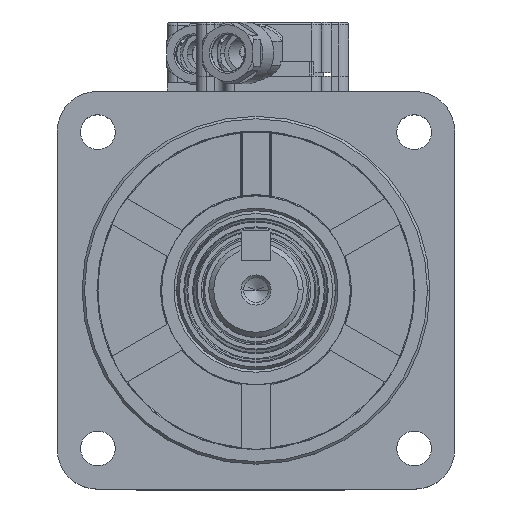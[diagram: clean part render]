
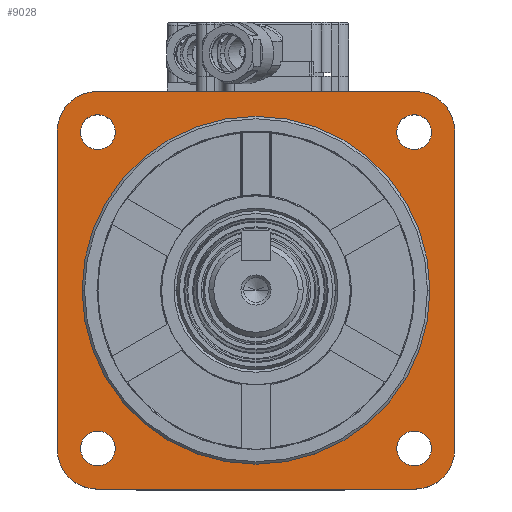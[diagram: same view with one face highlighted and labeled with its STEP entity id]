
A CAD part, top view. The second image highlights one B-rep face of the part: STEP entity #9028.
In plain terms, the highlighted planar face has unit normal (0, 0, 1).
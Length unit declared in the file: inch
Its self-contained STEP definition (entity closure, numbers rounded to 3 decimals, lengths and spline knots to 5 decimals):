
#6745=CARTESIAN_POINT('',(1.25984,1.25984,0.15748));
#6746=DIRECTION('',(0.,0.,-1.));
#6747=DIRECTION('',(0.,1.,0.));
#6748=AXIS2_PLACEMENT_3D('',#6745,#6746,#6747);
#6750=CARTESIAN_POINT('',(1.25984,-1.25984,
0.15748));
#6751=DIRECTION('',(0.,0.,-1.));
#6752=DIRECTION('',(1.,0.,0.));
#6753=AXIS2_PLACEMENT_3D('',#6750,#6751,#6752);
#6755=CARTESIAN_POINT('',(-1.25984,-1.25984,
0.15748));
#6756=DIRECTION('',(0.,0.,-1.));
#6757=DIRECTION('',(0.,-1.,0.));
#6758=AXIS2_PLACEMENT_3D('',#6755,#6756,#6757);
#6760=CARTESIAN_POINT('',(-1.25984,1.25984,
0.15748));
#6761=DIRECTION('',(0.,0.,-1.));
#6762=DIRECTION('',(-1.,0.,0.));
#6763=AXIS2_PLACEMENT_3D('',#6760,#6761,#6762);
#6765=CARTESIAN_POINT('',(0.,0.,0.15748));
#6766=DIRECTION('',(0.,0.,1.));
#6767=DIRECTION('',(-1.,0.,0.));
#6768=AXIS2_PLACEMENT_3D('',#6765,#6766,#6767);
#6770=CARTESIAN_POINT('',(0.,0.,0.15748));
#6771=DIRECTION('',(0.,0.,1.));
#6772=DIRECTION('',(1.,0.,0.));
#6773=AXIS2_PLACEMENT_3D('',#6770,#6771,#6772);
#6775=CARTESIAN_POINT('',(-1.25275,-1.25275,
0.15748));
#6776=DIRECTION('',(0.,0.,1.));
#6777=DIRECTION('',(1.,0.,0.));
#6778=AXIS2_PLACEMENT_3D('',#6775,#6776,#6777);
#6780=CARTESIAN_POINT('',(-1.25275,-1.25275,
0.15748));
#6781=DIRECTION('',(0.,0.,1.));
#6782=DIRECTION('',(-1.,0.,0.));
#6783=AXIS2_PLACEMENT_3D('',#6780,#6781,#6782);
#6785=CARTESIAN_POINT('',(1.25275,-1.25275,
0.15748));
#6786=DIRECTION('',(0.,0.,1.));
#6787=DIRECTION('',(1.,0.,0.));
#6788=AXIS2_PLACEMENT_3D('',#6785,#6786,#6787);
#6790=CARTESIAN_POINT('',(1.25275,-1.25275,
0.15748));
#6791=DIRECTION('',(0.,0.,1.));
#6792=DIRECTION('',(-1.,0.,0.));
#6793=AXIS2_PLACEMENT_3D('',#6790,#6791,#6792);
#6795=CARTESIAN_POINT('',(1.25275,1.25275,0.15748));
#6796=DIRECTION('',(0.,0.,1.));
#6797=DIRECTION('',(1.,0.,0.));
#6798=AXIS2_PLACEMENT_3D('',#6795,#6796,#6797);
#6800=CARTESIAN_POINT('',(1.25275,1.25275,0.15748));
#6801=DIRECTION('',(0.,0.,1.));
#6802=DIRECTION('',(-1.,0.,0.));
#6803=AXIS2_PLACEMENT_3D('',#6800,#6801,#6802);
#6805=CARTESIAN_POINT('',(-1.25275,1.25275,
0.15748));
#6806=DIRECTION('',(0.,0.,1.));
#6807=DIRECTION('',(1.,0.,0.));
#6808=AXIS2_PLACEMENT_3D('',#6805,#6806,#6807);
#6810=CARTESIAN_POINT('',(-1.25275,1.25275,
0.15748));
#6811=DIRECTION('',(0.,0.,1.));
#6812=DIRECTION('',(-1.,0.,0.));
#6813=AXIS2_PLACEMENT_3D('',#6810,#6811,#6812);
#6847=DIRECTION('',(-1.,0.,0.));
#6848=VECTOR('',#6847,2.51969);
#6849=CARTESIAN_POINT('',(1.25984,1.5748,0.15748));
#6850=LINE('',#6849,#6848);
#6927=DIRECTION('',(1.,0.,0.));
#6928=VECTOR('',#6927,2.51969);
#6929=CARTESIAN_POINT('',(-1.25984,-1.5748,
0.15748));
#6930=LINE('',#6929,#6928);
#6959=DIRECTION('',(0.,-1.,0.));
#6960=VECTOR('',#6959,2.51969);
#6961=CARTESIAN_POINT('',(-1.5748,1.25984,
0.15748));
#6962=LINE('',#6961,#6960);
#7099=DIRECTION('',(0.,1.,0.));
#7100=VECTOR('',#7099,2.51969);
#7101=CARTESIAN_POINT('',(1.5748,-1.25984,
0.15748));
#7102=LINE('',#7101,#7100);
#7377=CARTESIAN_POINT('',(-1.37795,0.,0.15748));
#7378=VERTEX_POINT('',#7377);
#7379=CARTESIAN_POINT('',(1.37795,0.,0.15748));
#7380=VERTEX_POINT('',#7379);
#7381=CARTESIAN_POINT('',(1.25984,1.5748,0.15748));
#7382=CARTESIAN_POINT('',(1.5748,1.25984,0.15748));
#7383=VERTEX_POINT('',#7381);
#7384=VERTEX_POINT('',#7382);
#7385=CARTESIAN_POINT('',(1.5748,-1.25984,
0.15748));
#7386=VERTEX_POINT('',#7385);
#7387=CARTESIAN_POINT('',(1.25984,-1.5748,
0.15748));
#7388=VERTEX_POINT('',#7387);
#7389=CARTESIAN_POINT('',(-1.25984,-1.5748,
0.15748));
#7390=VERTEX_POINT('',#7389);
#7391=CARTESIAN_POINT('',(-1.5748,-1.25984,
0.15748));
#7392=VERTEX_POINT('',#7391);
#7393=CARTESIAN_POINT('',(-1.5748,1.25984,
0.15748));
#7394=VERTEX_POINT('',#7393);
#7395=CARTESIAN_POINT('',(-1.25984,1.5748,
0.15748));
#7396=VERTEX_POINT('',#7395);
#7397=CARTESIAN_POINT('',(-1.11495,-1.25275,
0.15748));
#7398=CARTESIAN_POINT('',(-1.39054,-1.25275,
0.15748));
#7399=VERTEX_POINT('',#7397);
#7400=VERTEX_POINT('',#7398);
#7401=CARTESIAN_POINT('',(1.39054,-1.25275,
0.15748));
#7402=CARTESIAN_POINT('',(1.11495,-1.25275,
0.15748));
#7403=VERTEX_POINT('',#7401);
#7404=VERTEX_POINT('',#7402);
#7405=CARTESIAN_POINT('',(1.39054,1.25275,0.15748));
#7406=CARTESIAN_POINT('',(1.11495,1.25275,0.15748));
#7407=VERTEX_POINT('',#7405);
#7408=VERTEX_POINT('',#7406);
#7409=CARTESIAN_POINT('',(-1.11495,1.25275,
0.15748));
#7410=CARTESIAN_POINT('',(-1.39054,1.25275,
0.15748));
#7411=VERTEX_POINT('',#7409);
#7412=VERTEX_POINT('',#7410);
#8977=CARTESIAN_POINT('',(1.25984,1.25984,0.15748));
#8978=DIRECTION('',(0.,0.,1.));
#8979=DIRECTION('',(1.,0.,0.));
#8980=AXIS2_PLACEMENT_3D('',#8977,#8978,#8979);
#8981=PLANE('',#8980);
#8983=ORIENTED_EDGE('',*,*,#8982,.T.);
#8985=ORIENTED_EDGE('',*,*,#8984,.F.);
#8987=ORIENTED_EDGE('',*,*,#8986,.T.);
#8989=ORIENTED_EDGE('',*,*,#8988,.F.);
#8991=ORIENTED_EDGE('',*,*,#8990,.T.);
#8993=ORIENTED_EDGE('',*,*,#8992,.F.);
#8995=ORIENTED_EDGE('',*,*,#8994,.T.);
#8997=ORIENTED_EDGE('',*,*,#8996,.F.);
#8998=EDGE_LOOP('',(#8983,#8985,#8987,#8989,#8991,#8993,#8995,#8997));
#8999=FACE_OUTER_BOUND('',#8998,.F.);
#9000=ORIENTED_EDGE('',*,*,#8970,.T.);
#9001=ORIENTED_EDGE('',*,*,#8957,.T.);
#9002=EDGE_LOOP('',(#9000,#9001));
#9003=FACE_BOUND('',#9002,.F.);
#9005=ORIENTED_EDGE('',*,*,#9004,.T.);
#9007=ORIENTED_EDGE('',*,*,#9006,.T.);
#9008=EDGE_LOOP('',(#9005,#9007));
#9009=FACE_BOUND('',#9008,.F.);
#9011=ORIENTED_EDGE('',*,*,#9010,.T.);
#9013=ORIENTED_EDGE('',*,*,#9012,.T.);
#9014=EDGE_LOOP('',(#9011,#9013));
#9015=FACE_BOUND('',#9014,.F.);
#9017=ORIENTED_EDGE('',*,*,#9016,.T.);
#9019=ORIENTED_EDGE('',*,*,#9018,.T.);
#9020=EDGE_LOOP('',(#9017,#9019));
#9021=FACE_BOUND('',#9020,.F.);
#9023=ORIENTED_EDGE('',*,*,#9022,.T.);
#9025=ORIENTED_EDGE('',*,*,#9024,.T.);
#9026=EDGE_LOOP('',(#9023,#9025));
#9027=FACE_BOUND('',#9026,.F.);
#9028=ADVANCED_FACE('',(#8999,#9003,#9009,#9015,#9021,#9027),#8981,.T.);
#6749=CIRCLE('',#6748,0.31496);
#6754=CIRCLE('',#6753,0.31496);
#6759=CIRCLE('',#6758,0.31496);
#6764=CIRCLE('',#6763,0.31496);
#6769=CIRCLE('',#6768,1.37795);
#6774=CIRCLE('',#6773,1.37795);
#6779=CIRCLE('',#6778,0.1378);
#6784=CIRCLE('',#6783,0.1378);
#6789=CIRCLE('',#6788,0.1378);
#6794=CIRCLE('',#6793,0.1378);
#6799=CIRCLE('',#6798,0.1378);
#6804=CIRCLE('',#6803,0.1378);
#6809=CIRCLE('',#6808,0.1378);
#6814=CIRCLE('',#6813,0.1378);
#8957=EDGE_CURVE('',#7380,#7378,#6774,.T.);
#8970=EDGE_CURVE('',#7378,#7380,#6769,.T.);
#8982=EDGE_CURVE('',#7383,#7384,#6749,.T.);
#8984=EDGE_CURVE('',#7386,#7384,#7102,.T.);
#8986=EDGE_CURVE('',#7386,#7388,#6754,.T.);
#8988=EDGE_CURVE('',#7390,#7388,#6930,.T.);
#8990=EDGE_CURVE('',#7390,#7392,#6759,.T.);
#8992=EDGE_CURVE('',#7394,#7392,#6962,.T.);
#8994=EDGE_CURVE('',#7394,#7396,#6764,.T.);
#8996=EDGE_CURVE('',#7383,#7396,#6850,.T.);
#9004=EDGE_CURVE('',#7399,#7400,#6779,.T.);
#9006=EDGE_CURVE('',#7400,#7399,#6784,.T.);
#9010=EDGE_CURVE('',#7403,#7404,#6789,.T.);
#9012=EDGE_CURVE('',#7404,#7403,#6794,.T.);
#9016=EDGE_CURVE('',#7407,#7408,#6799,.T.);
#9018=EDGE_CURVE('',#7408,#7407,#6804,.T.);
#9022=EDGE_CURVE('',#7411,#7412,#6809,.T.);
#9024=EDGE_CURVE('',#7412,#7411,#6814,.T.);
